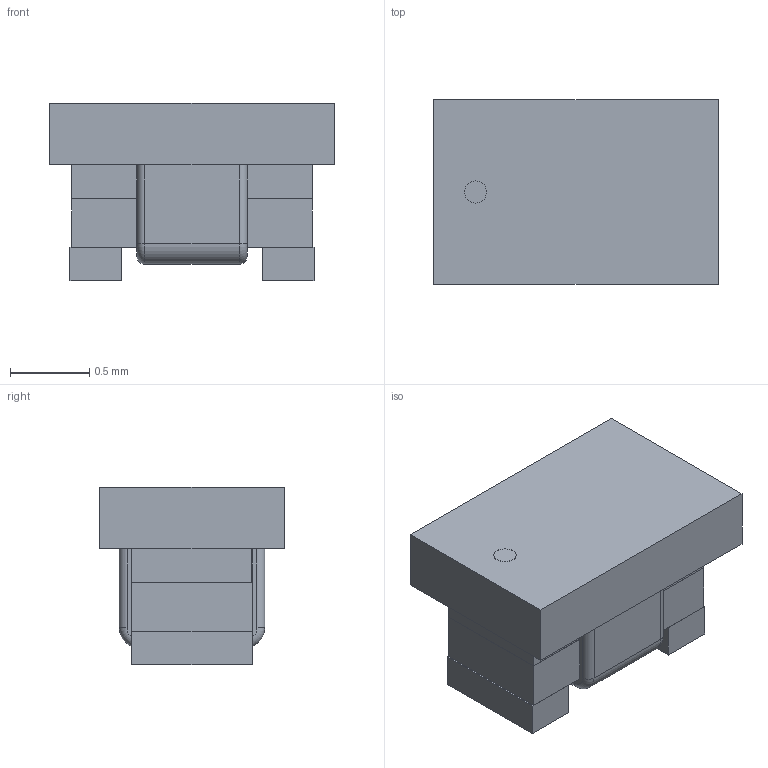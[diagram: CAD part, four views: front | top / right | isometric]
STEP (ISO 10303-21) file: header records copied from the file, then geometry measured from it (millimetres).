
FILE_DESCRIPTION((''),'2;1');
FILE_NAME('IND_15UH_5%_COILCRAFT_0603LS.stp','2015-06-15T16:55:09',(''),(''),'Mechanical Desktop 2011','Mechanical Desktop 2011',', , ');
FILE_SCHEMA(('AUTOMOTIVE_DESIGN { 1 2 10303 214 1 1 1 1 }'));
Length unit declared in the file: millimetre
Products named in the file (1): Product
Bounding box: 1.8 x 1.17 x 1.12 mm (x, y, z)
Volume: 1.6 mm3; surface area: 18.5 mm2
Topology: 7 solids, 7 shells, 61 faces, 130 edges, 84 vertices
Faces by surface type: bspline 24, plane 19, cylinder 14, torus 4
Entity records: 1692 total; most frequent: CARTESIAN_POINT 348, ORIENTED_EDGE 260, DIRECTION 238, EDGE_CURVE 130, VECTOR 98, LINE 98, VERTEX_POINT 84, AXIS2_PLACEMENT_3D 70
